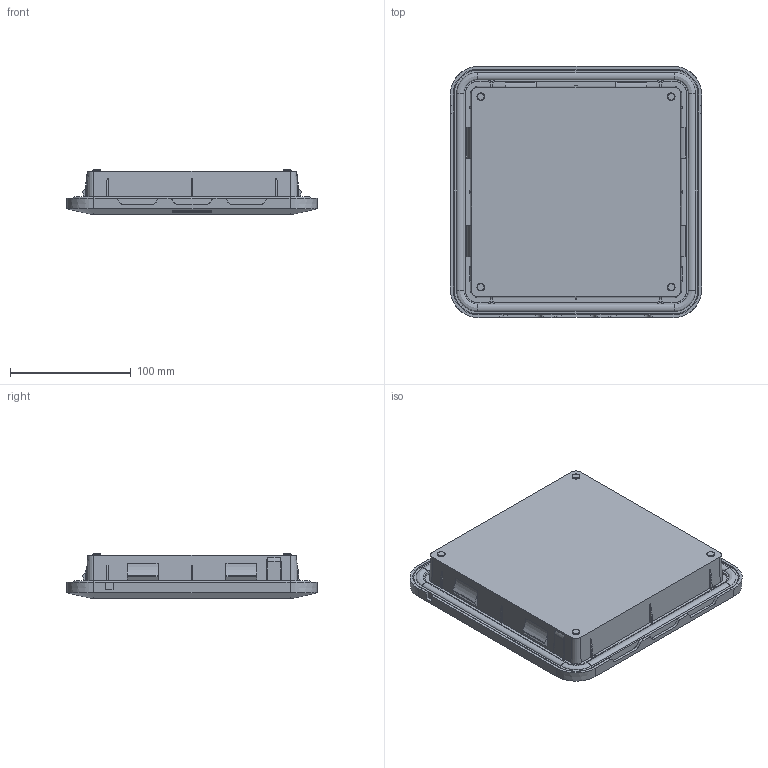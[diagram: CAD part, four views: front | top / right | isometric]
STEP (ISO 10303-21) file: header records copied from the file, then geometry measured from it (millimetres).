
FILE_DESCRIPTION(/* description */ (''),/* implementation_level */ '2;1');
FILE_NAME(/* name */ '',/* time_stamp */ '2023-12-11T16:12:39+03:00',/* author */ (''),/* organization */ (''),/* preprocessor_version */ 'ST-DEVELOPER v20',/* originating_system */ 'Autodesk Translation Framework v12.14.0.127',/* authorisation */ '');
FILE_SCHEMA (('AUTOMOTIVE_DESIGN { 1 0 10303 214 3 1 1 }'));
Length unit declared in the file: millimetre
Products named in the file (1): Сборка SLV v1
Bounding box: 208.2 x 208.2 x 36.7 mm (x, y, z)
Volume: 1139321.2 mm3; surface area: 152639.6 mm2
Topology: 2 solids, 2 shells, 727 faces, 2067 edges, 1340 vertices
Faces by surface type: plane 515, cylinder 103, cone 76, bspline 29, torus 4
Full cylindrical faces by diameter (mm): 6.3 x4
Entity records: 25750 total; most frequent: CARTESIAN_POINT 6645, ORIENTED_EDGE 4134, DIRECTION 3781, EDGE_CURVE 2067, LINE 1647, VECTOR 1647, VERTEX_POINT 1340, AXIS2_PLACEMENT_3D 1067
